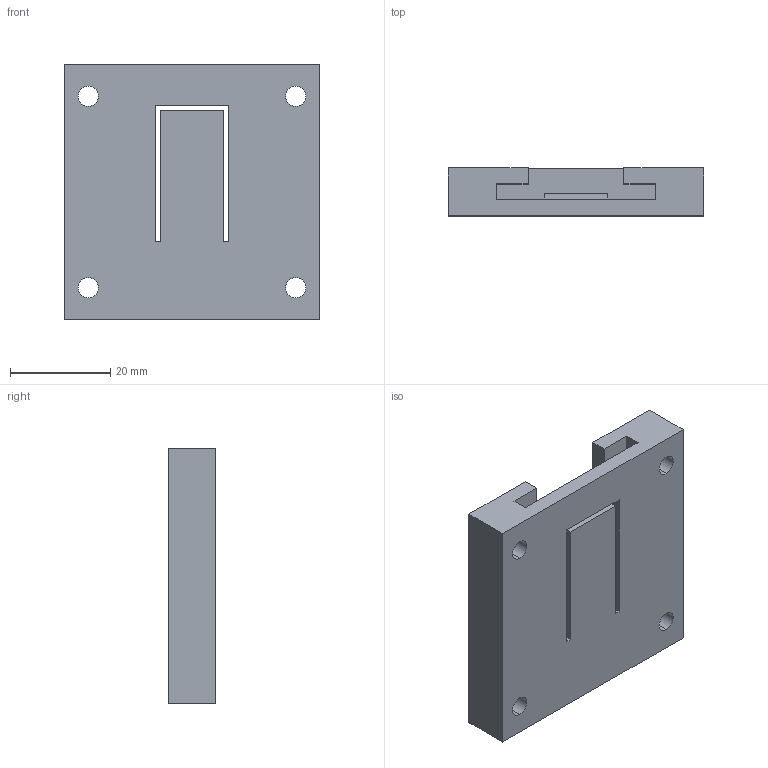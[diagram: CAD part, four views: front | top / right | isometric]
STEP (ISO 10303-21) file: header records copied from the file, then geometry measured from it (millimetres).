
FILE_DESCRIPTION (( 'STEP AP214' ), '1' );
FILE_NAME ('Pylon Clip Mount.STEP', '2025-03-18T23:30:38', ( '' ), ( '' ), 'SwSTEP 2.0', 'SolidWorks 2024', '' );
FILE_SCHEMA (( 'AUTOMOTIVE_DESIGN' ));
Length unit declared in the file: inch
Products named in the file (1): Pylon Clip Mount
Bounding box: 50.8 x 9.53 x 50.8 mm (x, y, z)
Volume: 17282.3 mm3; surface area: 9359.8 mm2
Topology: 1 solids, 1 shells, 31 faces, 87 edges, 58 vertices
Faces by surface type: plane 22, cylinder 8, bspline 1
Entity records: 1054 total; most frequent: CARTESIAN_POINT 194, ORIENTED_EDGE 174, DIRECTION 163, EDGE_CURVE 87, VECTOR 69, LINE 69, VERTEX_POINT 58, AXIS2_PLACEMENT_3D 47
